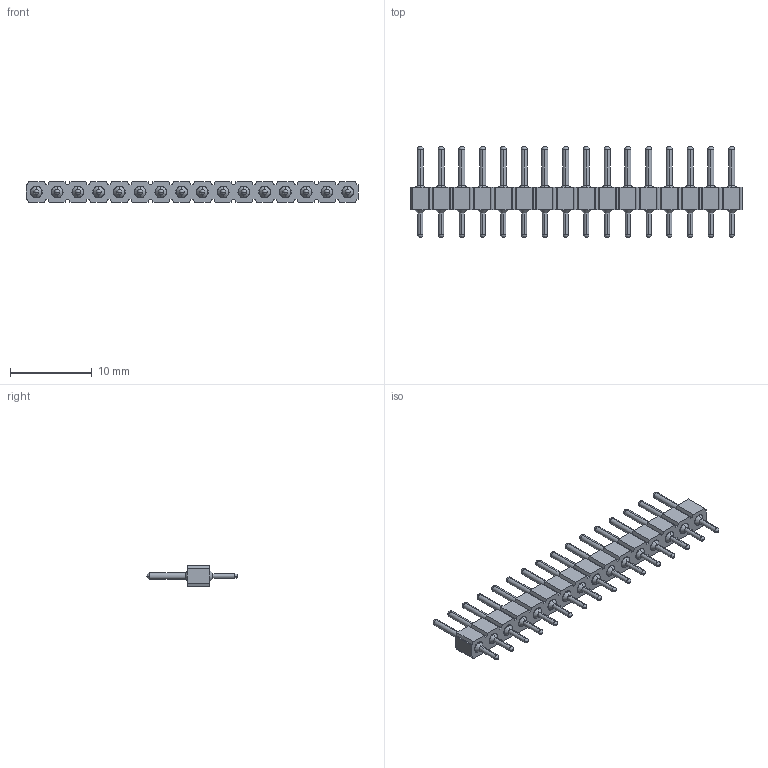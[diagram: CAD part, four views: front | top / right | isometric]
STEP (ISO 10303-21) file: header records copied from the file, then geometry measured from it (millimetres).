
FILE_DESCRIPTION (( 'STEP AP214' ), '1' );
FILE_NAME ('mill-max-800-90-016-10-001000.STEP', '2020-02-15T14:29:20', ( '' ), ( '' ), 'SwSTEP 2.0', 'SolidWorks 2019', '' );
FILE_SCHEMA (( 'AUTOMOTIVE_DESIGN' ));
Length unit declared in the file: inch
Products named in the file (3): 7007_7007-0-00-01-00-00-03-0; mill-max-800-90-016-10-001000; P3XX-11-010-00-000000_P316-11-010-00-000000
Assembly tree (17 placements, depth 2):
  mill-max-800-90-016-10-001000
    P3XX-11-010-00-000000_P316-11-010-00-000000
    7007_7007-0-00-01-00-00-03-0  x16
Bounding box: 40.64 x 11.13 x 2.54 mm (x, y, z)
Volume: 316.7 mm3; surface area: 1223.5 mm2
Topology: 17 solids, 17 shells, 582 faces, 1420 edges, 872 vertices
Faces by surface type: cylinder 224, plane 198, cone 64, sphere 64, torus 32
Entity records: 7712 total; most frequent: CARTESIAN_POINT 1315, DIRECTION 1312, ORIENTED_EDGE 1272, EDGE_CURVE 636, LINE 474, VECTOR 474, VERTEX_POINT 422, AXIS2_PLACEMENT_3D 419
